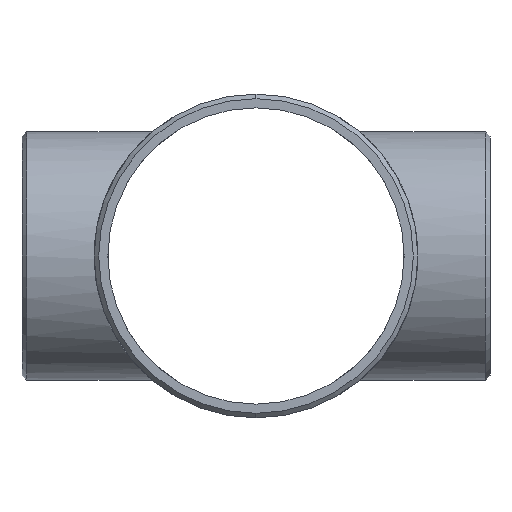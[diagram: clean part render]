
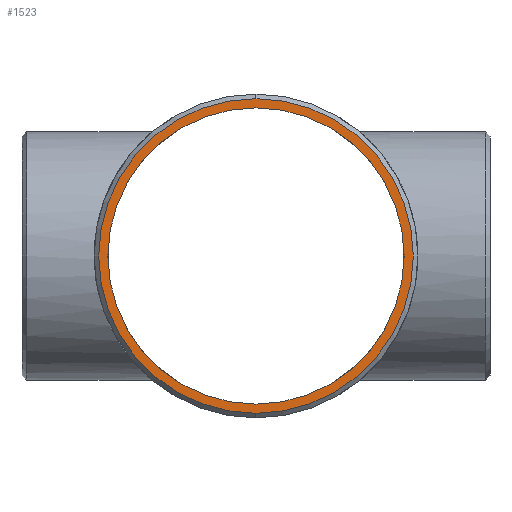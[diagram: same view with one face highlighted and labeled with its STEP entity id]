
A CAD part, left-side view. The second image highlights one B-rep face of the part: STEP entity #1523.
In plain terms, the highlighted planar face has unit normal (-1, 0, 0).
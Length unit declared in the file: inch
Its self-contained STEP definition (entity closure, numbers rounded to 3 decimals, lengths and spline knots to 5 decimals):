
#33 = ORIENTED_EDGE ( 'NONE', *, *, #1159, .T. ) ;
#68 = CARTESIAN_POINT ( 'NONE',  ( -11., 0., 0. ) ) ;
#77 = AXIS2_PLACEMENT_3D ( 'NONE', #705, #1087, #472 ) ;
#88 = DIRECTION ( 'NONE',  ( 1., 0., 0. ) ) ;
#135 = CARTESIAN_POINT ( 'NONE',  ( -11., 0., 6.802 ) ) ;
#225 = EDGE_CURVE ( 'NONE', #516, #780, #1266, .T. ) ;
#277 = CARTESIAN_POINT ( 'NONE',  ( -11., 0., 0. ) ) ;
#418 = CIRCLE ( 'NONE', #1301, 6.406 ) ;
#436 = EDGE_LOOP ( 'NONE', ( #33, #1288 ) ) ;
#446 = DIRECTION ( 'NONE',  ( 0., 0., -1. ) ) ;
#472 = DIRECTION ( 'NONE',  ( 0., 0., 1. ) ) ;
#496 = ORIENTED_EDGE ( 'NONE', *, *, #1130, .T. ) ;
#516 = VERTEX_POINT ( 'NONE', #135 ) ;
#552 = VERTEX_POINT ( 'NONE', #913 ) ;
#574 = EDGE_CURVE ( 'NONE', #552, #1516, #761, .T. ) ;
#590 = AXIS2_PLACEMENT_3D ( 'NONE', #277, #642, #766 ) ;
#642 = DIRECTION ( 'NONE',  ( -1., 0., 0. ) ) ;
#659 = PLANE ( 'NONE',  #1127 ) ;
#686 = CARTESIAN_POINT ( 'NONE',  ( -11., 0., 0. ) ) ;
#705 = CARTESIAN_POINT ( 'NONE',  ( -11., 0., 0. ) ) ;
#710 = DIRECTION ( 'NONE',  ( 0., 0., 1. ) ) ;
#761 = CIRCLE ( 'NONE', #77, 6.406 ) ;
#766 = DIRECTION ( 'NONE',  ( 0., 0., 1. ) ) ;
#780 = VERTEX_POINT ( 'NONE', #1495 ) ;
#895 = FACE_BOUND ( 'NONE', #436, .T. ) ;
#913 = CARTESIAN_POINT ( 'NONE',  ( -11., 0., -6.406 ) ) ;
#995 = EDGE_LOOP ( 'NONE', ( #496, #1406 ) ) ;
#1000 = CIRCLE ( 'NONE', #1126, 6.802 ) ;
#1054 = FACE_OUTER_BOUND ( 'NONE', #995, .T. ) ;
#1087 = DIRECTION ( 'NONE',  ( 1., 0., 0. ) ) ;
#1126 = AXIS2_PLACEMENT_3D ( 'NONE', #686, #1167, #710 ) ;
#1127 = AXIS2_PLACEMENT_3D ( 'NONE', #68, #1528, #446 ) ;
#1130 = EDGE_CURVE ( 'NONE', #780, #516, #1000, .T. ) ;
#1159 = EDGE_CURVE ( 'NONE', #1516, #552, #418, .T. ) ;
#1167 = DIRECTION ( 'NONE',  ( -1., 0., 0. ) ) ;
#1172 = CARTESIAN_POINT ( 'NONE',  ( -11., 0., 6.406 ) ) ;
#1199 = CARTESIAN_POINT ( 'NONE',  ( -11., 0., 0. ) ) ;
#1266 = CIRCLE ( 'NONE', #590, 6.802 ) ;
#1288 = ORIENTED_EDGE ( 'NONE', *, *, #574, .T. ) ;
#1301 = AXIS2_PLACEMENT_3D ( 'NONE', #1199, #88, #1544 ) ;
#1406 = ORIENTED_EDGE ( 'NONE', *, *, #225, .T. ) ;
#1495 = CARTESIAN_POINT ( 'NONE',  ( -11., 0., -6.802 ) ) ;
#1516 = VERTEX_POINT ( 'NONE', #1172 ) ;
#1523 = ADVANCED_FACE ( 'NONE', ( #1054, #895 ), #659, .T. ) ;
#1528 = DIRECTION ( 'NONE',  ( -1., 0., 0. ) ) ;
#1544 = DIRECTION ( 'NONE',  ( 0., 0., 1. ) ) ;
